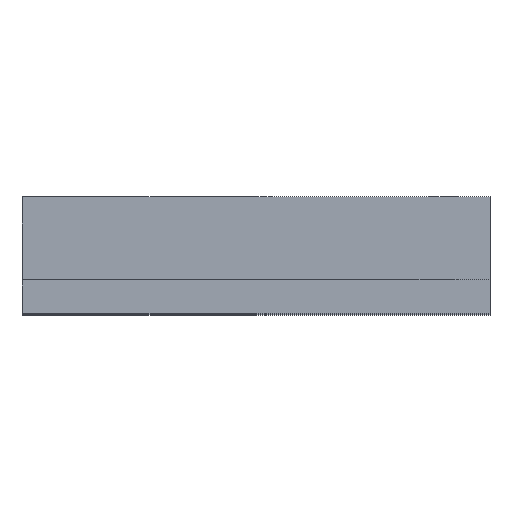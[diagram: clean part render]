
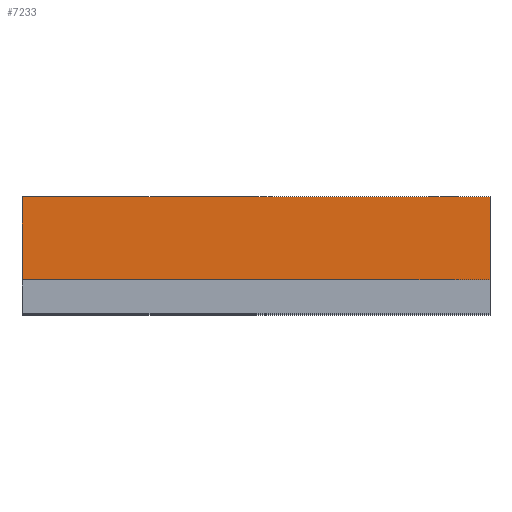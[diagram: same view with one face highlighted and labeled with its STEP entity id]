
A CAD part, top view. The second image highlights one B-rep face of the part: STEP entity #7233.
In plain terms, the highlighted planar face has unit normal (0, 0, 1).
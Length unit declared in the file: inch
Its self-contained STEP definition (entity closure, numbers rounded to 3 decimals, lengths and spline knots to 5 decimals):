
#291=DIRECTION('',(0.,-1.,0.));
#292=VECTOR('',#291,0.28);
#293=CARTESIAN_POINT('',(0.7875,0.197,0.7495));
#294=LINE('',#293,#292);
#1460=DIRECTION('',(0.,1.,0.));
#1461=VECTOR('',#1460,0.28);
#1462=CARTESIAN_POINT('',(-0.7875,-0.083,0.7495));
#1463=LINE('',#1462,#1461);
#1714=DIRECTION('',(-1.,0.,0.));
#1715=VECTOR('',#1714,1.575);
#1716=CARTESIAN_POINT('',(0.7875,0.197,0.7495));
#1717=LINE('',#1716,#1715);
#1718=DIRECTION('',(-1.,0.,0.));
#1719=VECTOR('',#1718,1.575);
#1720=CARTESIAN_POINT('',(0.7875,-0.083,0.7495));
#1721=LINE('',#1720,#1719);
#5092=CARTESIAN_POINT('',(0.7875,-0.083,0.7495));
#5093=VERTEX_POINT('',#5092);
#5117=CARTESIAN_POINT('',(0.7875,0.197,0.7495));
#5118=VERTEX_POINT('',#5117);
#5147=CARTESIAN_POINT('',(-0.7875,-0.083,0.7495));
#5148=VERTEX_POINT('',#5147);
#5178=CARTESIAN_POINT('',(-0.7875,0.197,0.7495));
#5179=VERTEX_POINT('',#5178);
#7221=CARTESIAN_POINT('',(0.,0.057,0.7495));
#7222=DIRECTION('',(0.,0.,1.));
#7223=DIRECTION('',(-1.,0.,0.));
#7224=AXIS2_PLACEMENT_3D('',#7221,#7222,#7223);
#7225=PLANE('',#7224);
#7226=ORIENTED_EDGE('',*,*,#7138,.F.);
#7227=ORIENTED_EDGE('',*,*,#6482,.T.);
#7229=ORIENTED_EDGE('',*,*,#7228,.T.);
#7230=ORIENTED_EDGE('',*,*,#7025,.T.);
#7231=EDGE_LOOP('',(#7226,#7227,#7229,#7230));
#7232=FACE_OUTER_BOUND('',#7231,.F.);
#6482=EDGE_CURVE('',#5118,#5093,#294,.T.);
#7025=EDGE_CURVE('',#5148,#5179,#1463,.T.);
#7138=EDGE_CURVE('',#5118,#5179,#1717,.T.);
#7228=EDGE_CURVE('',#5093,#5148,#1721,.T.);
#7233=ADVANCED_FACE('',(#7232),#7225,.T.);
